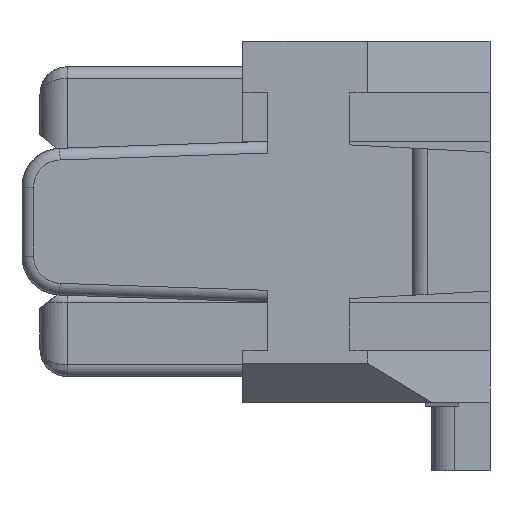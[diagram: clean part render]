
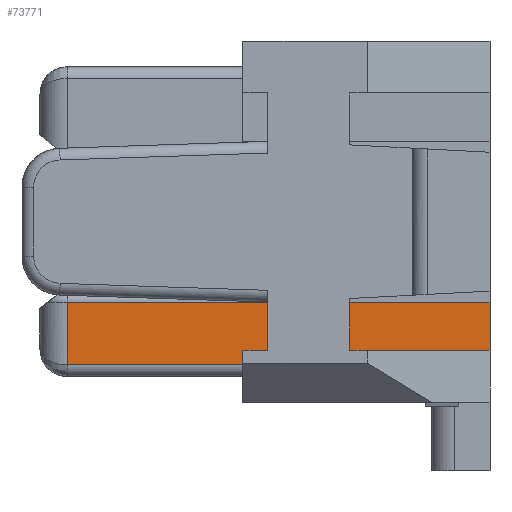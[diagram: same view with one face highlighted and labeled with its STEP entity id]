
A CAD part, front view. The second image highlights one B-rep face of the part: STEP entity #73771.
In plain terms, the highlighted planar face has unit normal (0, -1, 0).
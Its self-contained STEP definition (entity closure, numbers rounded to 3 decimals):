
#1021 = DIRECTION ( 'NONE',  ( 1., 0., 0. ) ) ;
#1434 = EDGE_CURVE ( 'NONE', #30366, #13466, #12992, .T. ) ;
#4137 = CARTESIAN_POINT ( 'NONE',  ( 0.35, -7.15, -1.03 ) ) ;
#5396 = PLANE ( 'NONE',  #59837 ) ;
#5576 = LINE ( 'NONE', #62904, #32195 ) ;
#5969 = DIRECTION ( 'NONE',  ( 1., 0., 0. ) ) ;
#6122 = DIRECTION ( 'NONE',  ( 1., 0., 0. ) ) ;
#9613 = LINE ( 'NONE', #48713, #66440 ) ;
#10601 = VECTOR ( 'NONE', #1021, 1000. ) ;
#11378 = CARTESIAN_POINT ( 'NONE',  ( 2.6, -7.15, -1.835 ) ) ;
#11454 = ORIENTED_EDGE ( 'NONE', *, *, #1434, .F. ) ;
#11908 = VECTOR ( 'NONE', #6122, 1000. ) ;
#12992 = LINE ( 'NONE', #76127, #10601 ) ;
#13394 = ORIENTED_EDGE ( 'NONE', *, *, #50802, .T. ) ;
#13466 = VERTEX_POINT ( 'NONE', #41192 ) ;
#13738 = VERTEX_POINT ( 'NONE', #65892 ) ;
#13917 = LINE ( 'NONE', #70379, #71196 ) ;
#14621 = LINE ( 'NONE', #31112, #40491 ) ;
#16903 = DIRECTION ( 'NONE',  ( 0., 0., 1. ) ) ;
#17407 = DIRECTION ( 'NONE',  ( 0., 0., -1. ) ) ;
#25153 = VECTOR ( 'NONE', #16903, 1000. ) ;
#25373 = EDGE_LOOP ( 'NONE', ( #30713, #13394, #70129, #30415, #31622, #11454, #57214 ) ) ;
#30366 = VERTEX_POINT ( 'NONE', #55620 ) ;
#30415 = ORIENTED_EDGE ( 'NONE', *, *, #47301, .T. ) ;
#30713 = ORIENTED_EDGE ( 'NONE', *, *, #45128, .T. ) ;
#31112 = CARTESIAN_POINT ( 'NONE',  ( 0.35, -7.15, -1.835 ) ) ;
#31622 = ORIENTED_EDGE ( 'NONE', *, *, #62602, .F. ) ;
#32195 = VECTOR ( 'NONE', #34650, 1000. ) ;
#34650 = DIRECTION ( 'NONE',  ( 1., 0., 0. ) ) ;
#38708 = LINE ( 'NONE', #50697, #11908 ) ;
#40491 = VECTOR ( 'NONE', #50565, 1000. ) ;
#41192 = CARTESIAN_POINT ( 'NONE',  ( 5.77, -7.15, -1.03 ) ) ;
#44766 = EDGE_CURVE ( 'NONE', #60986, #30366, #38708, .T. ) ;
#45096 = DIRECTION ( 'NONE',  ( 0., 0., -1. ) ) ;
#45128 = EDGE_CURVE ( 'NONE', #60986, #69162, #9613, .T. ) ;
#47301 = EDGE_CURVE ( 'NONE', #56224, #52382, #5576, .T. ) ;
#48713 = CARTESIAN_POINT ( 'NONE',  ( 0.35, -7.15, -1.03 ) ) ;
#50565 = DIRECTION ( 'NONE',  ( 1., 0., 0. ) ) ;
#50697 = CARTESIAN_POINT ( 'NONE',  ( 0.35, -7.15, -1.03 ) ) ;
#50802 = EDGE_CURVE ( 'NONE', #69162, #13738, #14621, .T. ) ;
#52382 = VERTEX_POINT ( 'NONE', #76632 ) ;
#55620 = CARTESIAN_POINT ( 'NONE',  ( 2.6, -7.15, -1.03 ) ) ;
#56224 = VERTEX_POINT ( 'NONE', #60657 ) ;
#57214 = ORIENTED_EDGE ( 'NONE', *, *, #44766, .F. ) ;
#57990 = EDGE_CURVE ( 'NONE', #13738, #56224, #81638, .T. ) ;
#59837 = AXIS2_PLACEMENT_3D ( 'NONE', #80401, #62175, #5969 ) ;
#60657 = CARTESIAN_POINT ( 'NONE',  ( 2.6, -7.15, -1.65 ) ) ;
#60986 = VERTEX_POINT ( 'NONE', #4137 ) ;
#62175 = DIRECTION ( 'NONE',  ( 0., 1., 0. ) ) ;
#62602 = EDGE_CURVE ( 'NONE', #13466, #52382, #13917, .T. ) ;
#62904 = CARTESIAN_POINT ( 'NONE',  ( 2.6, -7.15, -1.65 ) ) ;
#64110 = CARTESIAN_POINT ( 'NONE',  ( 0.35, -7.15, -1.835 ) ) ;
#65892 = CARTESIAN_POINT ( 'NONE',  ( 2.6, -7.15, -1.835 ) ) ;
#66440 = VECTOR ( 'NONE', #45096, 1000. ) ;
#69162 = VERTEX_POINT ( 'NONE', #64110 ) ;
#70129 = ORIENTED_EDGE ( 'NONE', *, *, #57990, .T. ) ;
#70379 = CARTESIAN_POINT ( 'NONE',  ( 5.77, -7.15, -1.03 ) ) ;
#71196 = VECTOR ( 'NONE', #17407, 1000. ) ;
#71411 = FACE_OUTER_BOUND ( 'NONE', #25373, .T. ) ;
#73771 = ADVANCED_FACE ( 'NONE', ( #71411 ), #5396, .F. ) ;
#76127 = CARTESIAN_POINT ( 'NONE',  ( 2.6, -7.15, -1.03 ) ) ;
#76632 = CARTESIAN_POINT ( 'NONE',  ( 5.77, -7.15, -1.65 ) ) ;
#80401 = CARTESIAN_POINT ( 'NONE',  ( 0., -7.15, 0. ) ) ;
#81638 = LINE ( 'NONE', #11378, #25153 ) ;
